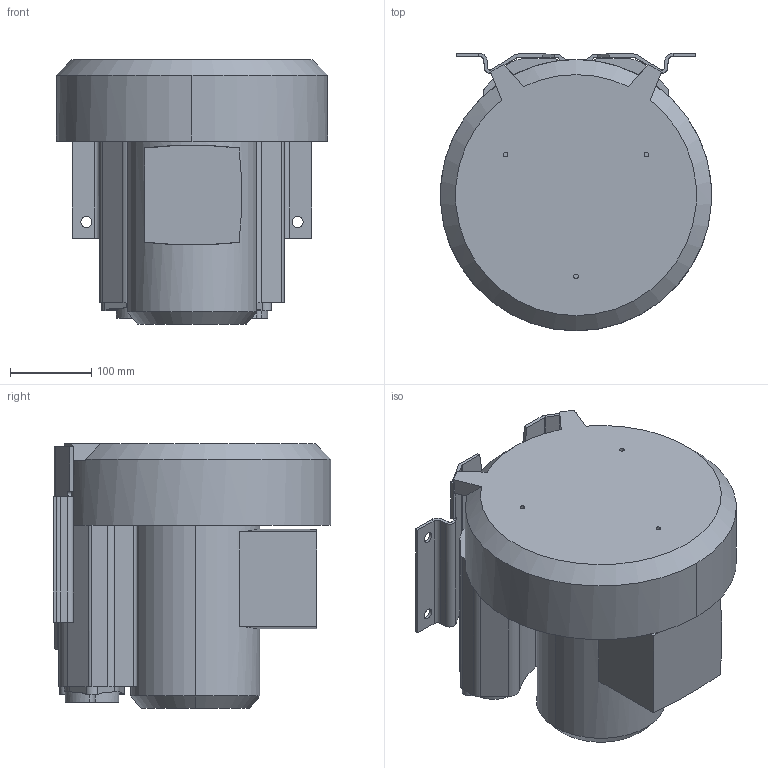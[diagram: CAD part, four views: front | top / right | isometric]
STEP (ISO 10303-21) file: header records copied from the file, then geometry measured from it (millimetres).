
FILE_DESCRIPTION((''),'2;1');
FILE_NAME('2RB510-1AQ16-JT','2025-03-06T',('Administrator'),(''),'PRO/ENGINEER BY PARAMETRIC TECHNOLOGY CORPORATION, 2007090','PRO/ENGINEER BY PARAMETRIC TECHNOLOGY CORPORATION, 2007090','');
FILE_SCHEMA(('AUTOMOTIVE_DESIGN_CC2 { 1 2 10303 214 -1 1 5 2 }'));
Length unit declared in the file: millimetre
Products named in the file (1): 2RB510-1AQ16-JT
Bounding box: 333.8 x 342 x 325.4 mm (x, y, z)
Volume: 17464984.6 mm3; surface area: 712054.2 mm2
Topology: 1 solids, 1 shells, 241 faces, 698 edges, 478 vertices
Faces by surface type: plane 126, cylinder 109, cone 4, extrusion 2
Entity records: 8452 total; most frequent: CARTESIAN_POINT 1825, ORIENTED_EDGE 1396, DIRECTION 1394, EDGE_CURVE 698, AXIS2_PLACEMENT_3D 508, VERTEX_POINT 478, VECTOR 378, LINE 376
